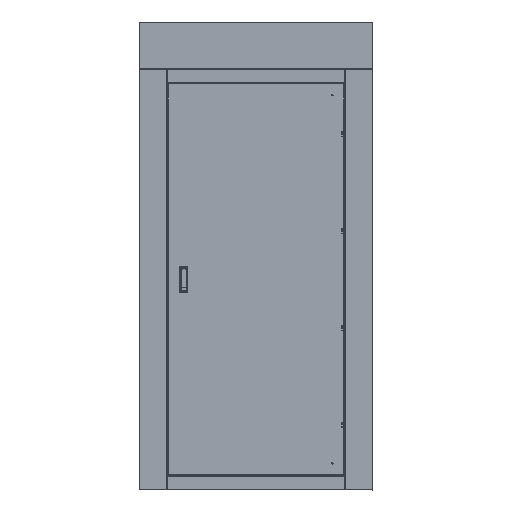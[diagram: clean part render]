
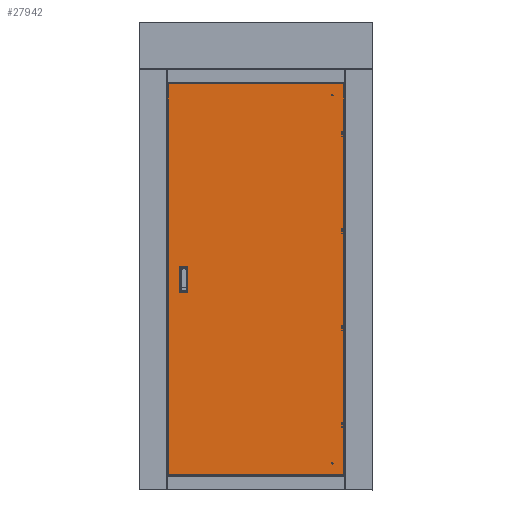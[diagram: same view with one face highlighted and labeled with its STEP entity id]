
A CAD part, top view. The second image highlights one B-rep face of the part: STEP entity #27942.
In plain terms, the highlighted planar face has unit normal (0, 0, 1).
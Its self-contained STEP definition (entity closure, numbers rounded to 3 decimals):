
#345 = CARTESIAN_POINT ( 'NONE',  ( -265.388, 1004.445, 1340.667 ) ) ;
#478 = VERTEX_POINT ( 'NONE', #33274 ) ;
#675 = AXIS2_PLACEMENT_3D ( 'NONE', #45379, #17861, #49998 ) ;
#1570 = DIRECTION ( 'NONE',  ( 0., 0., -1. ) ) ;
#1697 = CARTESIAN_POINT ( 'NONE',  ( -215.388, 112.445, 1340.667 ) ) ;
#2224 = DIRECTION ( 'NONE',  ( 0., 1., 0. ) ) ;
#2758 = CARTESIAN_POINT ( 'NONE',  ( -214.388, 222.445, 1340.667 ) ) ;
#2906 = EDGE_CURVE ( 'NONE', #9329, #37716, #13339, .T. ) ;
#3325 = DIRECTION ( 'NONE',  ( 0., 1., 0. ) ) ;
#3708 = CARTESIAN_POINT ( 'NONE',  ( -214.388, 113.445, 1340.667 ) ) ;
#4548 = ORIENTED_EDGE ( 'NONE', *, *, #38260, .T. ) ;
#5210 = CARTESIAN_POINT ( 'NONE',  ( -181.388, 113.445, 1340.667 ) ) ;
#6373 = LINE ( 'NONE', #55182, #53819 ) ;
#8304 = DIRECTION ( 'NONE',  ( -1., 0., 0. ) ) ;
#8548 = CARTESIAN_POINT ( 'NONE',  ( 486.612, 1000.445, 1340.667 ) ) ;
#8913 = CARTESIAN_POINT ( 'NONE',  ( -182.388, 221.445, 1340.667 ) ) ;
#9122 = LINE ( 'NONE', #1697, #32134 ) ;
#9329 = VERTEX_POINT ( 'NONE', #52120 ) ;
#9330 = DIRECTION ( 'NONE',  ( 1., 0., 0. ) ) ;
#9948 = AXIS2_PLACEMENT_3D ( 'NONE', #26811, #58973, #31471 ) ;
#10458 = VECTOR ( 'NONE', #21988, 1000. ) ;
#10789 = FACE_BOUND ( 'NONE', #59237, .T. ) ;
#10862 = ORIENTED_EDGE ( 'NONE', *, *, #31539, .F. ) ;
#10923 = CIRCLE ( 'NONE', #47459, 1. ) ;
#11475 = EDGE_CURVE ( 'NONE', #478, #36427, #38266, .T. ) ;
#12378 = LINE ( 'NONE', #53838, #20273 ) ;
#12578 = CARTESIAN_POINT ( 'NONE',  ( 486.612, 1004.445, 1340.667 ) ) ;
#12709 = CARTESIAN_POINT ( 'NONE',  ( -214.388, 112.445, 1340.667 ) ) ;
#13106 = VERTEX_POINT ( 'NONE', #19173 ) ;
#13339 = LINE ( 'NONE', #8548, #10458 ) ;
#13531 = DIRECTION ( 'NONE',  ( -1., 0., 0. ) ) ;
#14498 = LINE ( 'NONE', #42497, #37531 ) ;
#16737 = CARTESIAN_POINT ( 'NONE',  ( -181.388, 112.445, 1340.667 ) ) ;
#17147 = VERTEX_POINT ( 'NONE', #12709 ) ;
#17791 = EDGE_CURVE ( 'NONE', #34344, #39088, #21334, .T. ) ;
#17861 = DIRECTION ( 'NONE',  ( 0., 0., -1. ) ) ;
#19173 = CARTESIAN_POINT ( 'NONE',  ( -215.388, 113.445, 1340.667 ) ) ;
#19553 = VERTEX_POINT ( 'NONE', #50411 ) ;
#20273 = VECTOR ( 'NONE', #21654, 1000. ) ;
#21334 = CIRCLE ( 'NONE', #675, 1. ) ;
#21654 = DIRECTION ( 'NONE',  ( 1., 0., 0. ) ) ;
#21957 = EDGE_CURVE ( 'NONE', #19553, #22721, #24098, .T. ) ;
#21988 = DIRECTION ( 'NONE',  ( 0., 1., 0. ) ) ;
#22721 = VERTEX_POINT ( 'NONE', #23791 ) ;
#23136 = VECTOR ( 'NONE', #3325, 1000. ) ;
#23791 = CARTESIAN_POINT ( 'NONE',  ( -181.388, 221.445, 1340.667 ) ) ;
#24098 = CIRCLE ( 'NONE', #27621, 1. ) ;
#24239 = ORIENTED_EDGE ( 'NONE', *, *, #2906, .T. ) ;
#24404 = CARTESIAN_POINT ( 'NONE',  ( 483.612, -666.555, 1340.667 ) ) ;
#24728 = DIRECTION ( 'NONE',  ( 0., -1., 0. ) ) ;
#25782 = ORIENTED_EDGE ( 'NONE', *, *, #46711, .F. ) ;
#26811 = CARTESIAN_POINT ( 'NONE',  ( -182.388, 113.445, 1340.667 ) ) ;
#27621 = AXIS2_PLACEMENT_3D ( 'NONE', #8913, #41066, #13531 ) ;
#27942 = ADVANCED_FACE ( 'NONE', ( #10789, #48893 ), #56591, .F. ) ;
#28481 = ORIENTED_EDGE ( 'NONE', *, *, #58166, .F. ) ;
#29709 = CARTESIAN_POINT ( 'NONE',  ( -267.388, 1004.445, 1340.667 ) ) ;
#29806 = CARTESIAN_POINT ( 'NONE',  ( -267.388, 1004.445, 1340.667 ) ) ;
#29878 = ORIENTED_EDGE ( 'NONE', *, *, #38210, .F. ) ;
#31471 = DIRECTION ( 'NONE',  ( -1., 0., 0. ) ) ;
#31539 = EDGE_CURVE ( 'NONE', #19553, #39088, #14498, .T. ) ;
#32134 = VECTOR ( 'NONE', #24728, 1000. ) ;
#32285 = DIRECTION ( 'NONE',  ( -1., 0., 0. ) ) ;
#33274 = CARTESIAN_POINT ( 'NONE',  ( -267.388, -669.555, 1340.667 ) ) ;
#33683 = DIRECTION ( 'NONE',  ( -1., 0., 0. ) ) ;
#34195 = CIRCLE ( 'NONE', #9948, 1. ) ;
#34288 = ORIENTED_EDGE ( 'NONE', *, *, #55049, .F. ) ;
#34344 = VERTEX_POINT ( 'NONE', #50252 ) ;
#35366 = EDGE_CURVE ( 'NONE', #44310, #57327, #34195, .T. ) ;
#35405 = LINE ( 'NONE', #16737, #23136 ) ;
#35853 = DIRECTION ( 'NONE',  ( 0., 0., -1. ) ) ;
#36427 = VERTEX_POINT ( 'NONE', #29806 ) ;
#37531 = VECTOR ( 'NONE', #47308, 1000. ) ;
#37716 = VERTEX_POINT ( 'NONE', #12578 ) ;
#37875 = ORIENTED_EDGE ( 'NONE', *, *, #21957, .T. ) ;
#38210 = EDGE_CURVE ( 'NONE', #44310, #22721, #35405, .T. ) ;
#38260 = EDGE_CURVE ( 'NONE', #17147, #13106, #10923, .T. ) ;
#38266 = LINE ( 'NONE', #29709, #39709 ) ;
#38560 = LINE ( 'NONE', #345, #49336 ) ;
#39088 = VERTEX_POINT ( 'NONE', #2758 ) ;
#39709 = VECTOR ( 'NONE', #2224, 1000. ) ;
#41066 = DIRECTION ( 'NONE',  ( 0., 0., -1. ) ) ;
#42497 = CARTESIAN_POINT ( 'NONE',  ( -215.388, 222.445, 1340.667 ) ) ;
#44310 = VERTEX_POINT ( 'NONE', #5210 ) ;
#45379 = CARTESIAN_POINT ( 'NONE',  ( -214.388, 221.445, 1340.667 ) ) ;
#46183 = EDGE_LOOP ( 'NONE', ( #57647, #24239, #25782, #54562 ) ) ;
#46711 = EDGE_CURVE ( 'NONE', #36427, #37716, #38560, .T. ) ;
#47308 = DIRECTION ( 'NONE',  ( -1., 0., 0. ) ) ;
#47459 = AXIS2_PLACEMENT_3D ( 'NONE', #3708, #35853, #8304 ) ;
#48654 = AXIS2_PLACEMENT_3D ( 'NONE', #24404, #1570, #33683 ) ;
#48893 = FACE_OUTER_BOUND ( 'NONE', #46183, .T. ) ;
#49336 = VECTOR ( 'NONE', #9330, 1000. ) ;
#49998 = DIRECTION ( 'NONE',  ( -1., 0., 0. ) ) ;
#50252 = CARTESIAN_POINT ( 'NONE',  ( -215.388, 221.445, 1340.667 ) ) ;
#50411 = CARTESIAN_POINT ( 'NONE',  ( -182.388, 222.445, 1340.667 ) ) ;
#52120 = CARTESIAN_POINT ( 'NONE',  ( 486.612, -669.555, 1340.667 ) ) ;
#53819 = VECTOR ( 'NONE', #32285, 1000. ) ;
#53838 = CARTESIAN_POINT ( 'NONE',  ( -215.388, 112.445, 1340.667 ) ) ;
#54562 = ORIENTED_EDGE ( 'NONE', *, *, #11475, .F. ) ;
#54697 = ORIENTED_EDGE ( 'NONE', *, *, #35366, .T. ) ;
#54773 = ORIENTED_EDGE ( 'NONE', *, *, #17791, .T. ) ;
#54972 = CARTESIAN_POINT ( 'NONE',  ( -182.388, 112.445, 1340.667 ) ) ;
#55049 = EDGE_CURVE ( 'NONE', #17147, #57327, #12378, .T. ) ;
#55182 = CARTESIAN_POINT ( 'NONE',  ( -267.388, -669.555, 1340.667 ) ) ;
#56591 = PLANE ( 'NONE',  #48654 ) ;
#57327 = VERTEX_POINT ( 'NONE', #54972 ) ;
#57361 = EDGE_CURVE ( 'NONE', #9329, #478, #6373, .T. ) ;
#57647 = ORIENTED_EDGE ( 'NONE', *, *, #57361, .F. ) ;
#58166 = EDGE_CURVE ( 'NONE', #34344, #13106, #9122, .T. ) ;
#58973 = DIRECTION ( 'NONE',  ( 0., 0., -1. ) ) ;
#59237 = EDGE_LOOP ( 'NONE', ( #28481, #54773, #10862, #37875, #29878, #54697, #34288, #4548 ) ) ;
